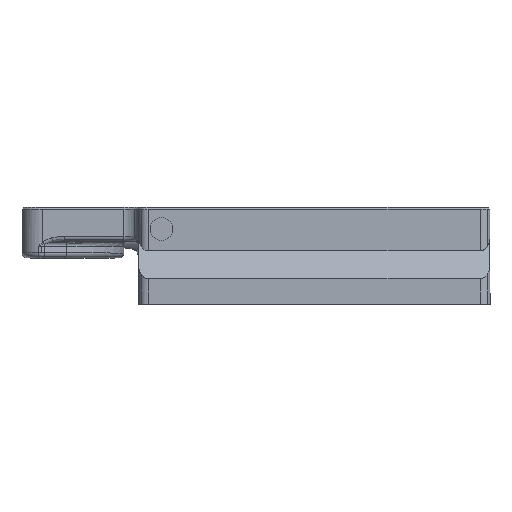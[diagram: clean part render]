
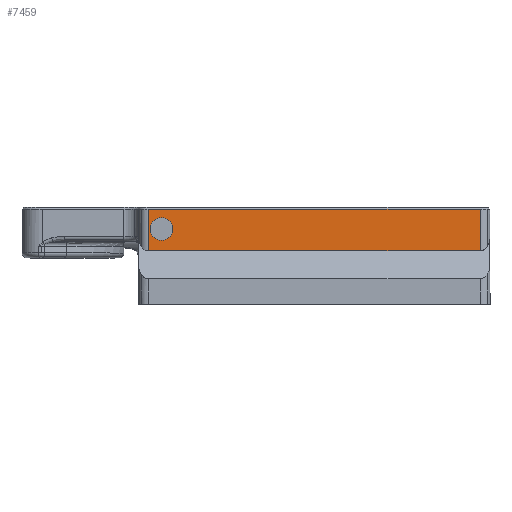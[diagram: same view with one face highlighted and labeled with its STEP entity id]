
A CAD part, top view. The second image highlights one B-rep face of the part: STEP entity #7459.
In plain terms, the highlighted planar face has unit normal (0, 0, 1).
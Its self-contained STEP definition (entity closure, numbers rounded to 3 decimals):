
#35 = CARTESIAN_POINT ( 'NONE',  ( 14.8, -22.5, 120.096 ) ) ;
#89 = LINE ( 'NONE', #35, #5089 ) ;
#230 = CARTESIAN_POINT ( 'NONE',  ( 17.5, -22.5, 120.096 ) ) ;
#847 = EDGE_LOOP ( 'NONE', ( #8977, #3299 ) ) ;
#868 = EDGE_CURVE ( 'NONE', #4085, #2142, #7057, .T. ) ;
#1364 = EDGE_CURVE ( 'NONE', #2769, #10253, #89, .T. ) ;
#1651 = VECTOR ( 'NONE', #4269, 1000. ) ;
#1766 = CARTESIAN_POINT ( 'NONE',  ( 83., -32.5, 120.096 ) ) ;
#1816 = DIRECTION ( 'NONE',  ( 0., 0., -1. ) ) ;
#2059 = CARTESIAN_POINT ( 'NONE',  ( 15.15, -22.5, 120.096 ) ) ;
#2063 = AXIS2_PLACEMENT_3D ( 'NONE', #6560, #3474, #5698 ) ;
#2142 = VERTEX_POINT ( 'NONE', #2059 ) ;
#2422 = EDGE_CURVE ( 'NONE', #8240, #2769, #3304, .T. ) ;
#2463 = EDGE_CURVE ( 'NONE', #5396, #8240, #9073, .T. ) ;
#2471 = PLANE ( 'NONE',  #2063 ) ;
#2769 = VERTEX_POINT ( 'NONE', #7395 ) ;
#3126 = ORIENTED_EDGE ( 'NONE', *, *, #2422, .F. ) ;
#3127 = CARTESIAN_POINT ( 'NONE',  ( 83., -27., 120.096 ) ) ;
#3299 = ORIENTED_EDGE ( 'NONE', *, *, #7176, .T. ) ;
#3304 = LINE ( 'NONE', #4113, #1651 ) ;
#3373 = DIRECTION ( 'NONE',  ( 0., 0., -1. ) ) ;
#3474 = DIRECTION ( 'NONE',  ( 0., 0., -1. ) ) ;
#3509 = ORIENTED_EDGE ( 'NONE', *, *, #1364, .F. ) ;
#3726 = CARTESIAN_POINT ( 'NONE',  ( 19.85, -22.5, 120.096 ) ) ;
#4085 = VERTEX_POINT ( 'NONE', #3726 ) ;
#4113 = CARTESIAN_POINT ( 'NONE',  ( 67.5, -27., 120.096 ) ) ;
#4210 = DIRECTION ( 'NONE',  ( 0., -1., 0. ) ) ;
#4211 = DIRECTION ( 'NONE',  ( 0., 1., 0. ) ) ;
#4269 = DIRECTION ( 'NONE',  ( -1., 0., 0. ) ) ;
#4270 = AXIS2_PLACEMENT_3D ( 'NONE', #230, #3373, #6630 ) ;
#4439 = LINE ( 'NONE', #7683, #6824 ) ;
#4841 = ORIENTED_EDGE ( 'NONE', *, *, #7679, .F. ) ;
#5089 = VECTOR ( 'NONE', #9110, 1000. ) ;
#5183 = CARTESIAN_POINT ( 'NONE',  ( 14.8, -18.4, 120.096 ) ) ;
#5396 = VERTEX_POINT ( 'NONE', #6042 ) ;
#5698 = DIRECTION ( 'NONE',  ( 0., -1., 0. ) ) ;
#6042 = CARTESIAN_POINT ( 'NONE',  ( 83., -18.4, 120.096 ) ) ;
#6534 = AXIS2_PLACEMENT_3D ( 'NONE', #9075, #1816, #4211 ) ;
#6560 = CARTESIAN_POINT ( 'NONE',  ( 67.5, -27., 120.096 ) ) ;
#6630 = DIRECTION ( 'NONE',  ( 0., 1., 0. ) ) ;
#6824 = VECTOR ( 'NONE', #9187, 1000. ) ;
#7057 = CIRCLE ( 'NONE', #6534, 2.35 ) ;
#7099 = VECTOR ( 'NONE', #4210, 1000. ) ;
#7176 = EDGE_CURVE ( 'NONE', #2142, #4085, #9724, .T. ) ;
#7395 = CARTESIAN_POINT ( 'NONE',  ( 14.8, -27., 120.096 ) ) ;
#7459 = ADVANCED_FACE ( 'NONE', ( #8262, #9815 ), #2471, .F. ) ;
#7679 = EDGE_CURVE ( 'NONE', #10253, #5396, #4439, .T. ) ;
#7683 = CARTESIAN_POINT ( 'NONE',  ( 47.25, -18.4, 120.096 ) ) ;
#8240 = VERTEX_POINT ( 'NONE', #3127 ) ;
#8262 = FACE_BOUND ( 'NONE', #847, .T. ) ;
#8460 = EDGE_LOOP ( 'NONE', ( #3126, #8525, #4841, #3509 ) ) ;
#8525 = ORIENTED_EDGE ( 'NONE', *, *, #2463, .F. ) ;
#8977 = ORIENTED_EDGE ( 'NONE', *, *, #868, .T. ) ;
#9073 = LINE ( 'NONE', #1766, #7099 ) ;
#9075 = CARTESIAN_POINT ( 'NONE',  ( 17.5, -22.5, 120.096 ) ) ;
#9110 = DIRECTION ( 'NONE',  ( 0., 1., 0. ) ) ;
#9187 = DIRECTION ( 'NONE',  ( 1., 0., 0. ) ) ;
#9724 = CIRCLE ( 'NONE', #4270, 2.35 ) ;
#9815 = FACE_OUTER_BOUND ( 'NONE', #8460, .T. ) ;
#10253 = VERTEX_POINT ( 'NONE', #5183 ) ;
